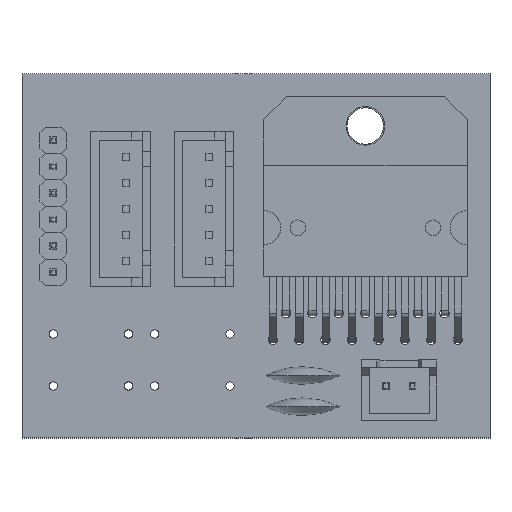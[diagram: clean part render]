
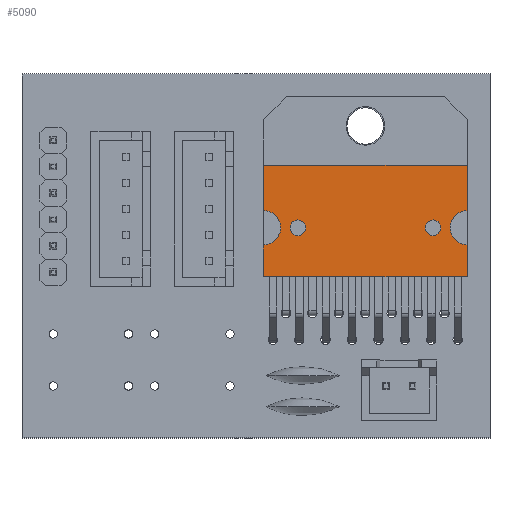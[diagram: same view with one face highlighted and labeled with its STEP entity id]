
A CAD part, top view. The second image highlights one B-rep face of the part: STEP entity #5090.
In plain terms, the highlighted face is planar.
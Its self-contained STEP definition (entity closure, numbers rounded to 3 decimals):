
#4272 = VERTEX_POINT('',#4273);
#4273 = CARTESIAN_POINT('',(3.3,5.,-3.95));
#4279 = EDGE_CURVE('',#4280,#4272,#4282,.T.);
#4280 = VERTEX_POINT('',#4281);
#4281 = CARTESIAN_POINT('',(3.3,5.,-5.45));
#4282 = CIRCLE('',#4283,0.75);
#4283 = AXIS2_PLACEMENT_3D('',#4284,#4285,#4286);
#4284 = CARTESIAN_POINT('',(3.3,5.,-4.7));
#4285 = DIRECTION('',(0.,1.,0.));
#4286 = DIRECTION('',(0.,-0.,1.));
#4314 = VERTEX_POINT('',#4315);
#4315 = CARTESIAN_POINT('',(16.3,5.,-3.95));
#4321 = EDGE_CURVE('',#4322,#4314,#4324,.T.);
#4322 = VERTEX_POINT('',#4323);
#4323 = CARTESIAN_POINT('',(16.3,5.,-5.45));
#4324 = CIRCLE('',#4325,0.75);
#4325 = AXIS2_PLACEMENT_3D('',#4326,#4327,#4328);
#4326 = CARTESIAN_POINT('',(16.3,5.,-4.7));
#4327 = DIRECTION('',(0.,1.,0.));
#4328 = DIRECTION('',(0.,-0.,1.));
#4428 = VERTEX_POINT('',#4429);
#4429 = CARTESIAN_POINT('',(19.6,5.,0.));
#4435 = EDGE_CURVE('',#4436,#4428,#4438,.T.);
#4436 = VERTEX_POINT('',#4437);
#4437 = CARTESIAN_POINT('',(0.,5.,0.));
#4438 = LINE('',#4439,#4440);
#4439 = CARTESIAN_POINT('',(0.,5.,0.));
#4440 = VECTOR('',#4441,1.);
#4441 = DIRECTION('',(1.,-0.,0.));
#4935 = VERTEX_POINT('',#4936);
#4936 = CARTESIAN_POINT('',(19.6,5.,-3.05));
#4944 = EDGE_CURVE('',#4428,#4935,#4945,.T.);
#4945 = LINE('',#4946,#4947);
#4946 = CARTESIAN_POINT('',(19.6,5.,0.));
#4947 = VECTOR('',#4948,1.);
#4948 = DIRECTION('',(-0.,-0.,-1.));
#4953 = VERTEX_POINT('',#4954);
#4954 = CARTESIAN_POINT('',(19.6,5.,-10.7));
#4960 = EDGE_CURVE('',#4961,#4953,#4963,.T.);
#4961 = VERTEX_POINT('',#4962);
#4962 = CARTESIAN_POINT('',(19.6,5.,-6.35));
#4963 = LINE('',#4964,#4965);
#4964 = CARTESIAN_POINT('',(19.6,5.,0.));
#4965 = VECTOR('',#4966,1.);
#4966 = DIRECTION('',(-0.,-0.,-1.));
#4991 = VERTEX_POINT('',#4992);
#4992 = CARTESIAN_POINT('',(0.,5.,-10.7));
#4998 = EDGE_CURVE('',#4953,#4991,#4999,.T.);
#4999 = LINE('',#5000,#5001);
#5000 = CARTESIAN_POINT('',(0.,5.,-10.7));
#5001 = VECTOR('',#5002,1.);
#5002 = DIRECTION('',(-1.,-0.,0.));
#5015 = VERTEX_POINT('',#5016);
#5016 = CARTESIAN_POINT('',(0.,5.,-6.35));
#5024 = EDGE_CURVE('',#4991,#5015,#5025,.T.);
#5025 = LINE('',#5026,#5027);
#5026 = CARTESIAN_POINT('',(0.,5.,0.));
#5027 = VECTOR('',#5028,1.);
#5028 = DIRECTION('',(-0.,-0.,1.));
#5033 = EDGE_CURVE('',#5034,#4436,#5036,.T.);
#5034 = VERTEX_POINT('',#5035);
#5035 = CARTESIAN_POINT('',(0.,5.,-3.05));
#5036 = LINE('',#5037,#5038);
#5037 = CARTESIAN_POINT('',(0.,5.,0.));
#5038 = VECTOR('',#5039,1.);
#5039 = DIRECTION('',(-0.,-0.,1.));
#5090 = ADVANCED_FACE('',(#5091,#5113,#5123),#5133,.F.);
#5091 = FACE_BOUND('',#5092,.T.);
#5092 = EDGE_LOOP('',(#5093,#5100,#5101,#5102,#5103,#5110,#5111,#5112));
#5093 = ORIENTED_EDGE('',*,*,#5094,.F.);
#5094 = EDGE_CURVE('',#4961,#4935,#5095,.T.);
#5095 = CIRCLE('',#5096,1.65);
#5096 = AXIS2_PLACEMENT_3D('',#5097,#5098,#5099);
#5097 = CARTESIAN_POINT('',(19.6,5.,-4.7));
#5098 = DIRECTION('',(0.,1.,0.));
#5099 = DIRECTION('',(0.,-0.,1.));
#5100 = ORIENTED_EDGE('',*,*,#4960,.T.);
#5101 = ORIENTED_EDGE('',*,*,#4998,.T.);
#5102 = ORIENTED_EDGE('',*,*,#5024,.T.);
#5103 = ORIENTED_EDGE('',*,*,#5104,.F.);
#5104 = EDGE_CURVE('',#5034,#5015,#5105,.T.);
#5105 = CIRCLE('',#5106,1.65);
#5106 = AXIS2_PLACEMENT_3D('',#5107,#5108,#5109);
#5107 = CARTESIAN_POINT('',(0.,5.,-4.7));
#5108 = DIRECTION('',(0.,1.,0.));
#5109 = DIRECTION('',(0.,-0.,1.));
#5110 = ORIENTED_EDGE('',*,*,#5033,.T.);
#5111 = ORIENTED_EDGE('',*,*,#4435,.T.);
#5112 = ORIENTED_EDGE('',*,*,#4944,.T.);
#5113 = FACE_BOUND('',#5114,.T.);
#5114 = EDGE_LOOP('',(#5115,#5122));
#5115 = ORIENTED_EDGE('',*,*,#5116,.F.);
#5116 = EDGE_CURVE('',#4272,#4280,#5117,.T.);
#5117 = CIRCLE('',#5118,0.75);
#5118 = AXIS2_PLACEMENT_3D('',#5119,#5120,#5121);
#5119 = CARTESIAN_POINT('',(3.3,5.,-4.7));
#5120 = DIRECTION('',(0.,1.,0.));
#5121 = DIRECTION('',(0.,-0.,1.));
#5122 = ORIENTED_EDGE('',*,*,#4279,.F.);
#5123 = FACE_BOUND('',#5124,.T.);
#5124 = EDGE_LOOP('',(#5125,#5132));
#5125 = ORIENTED_EDGE('',*,*,#5126,.F.);
#5126 = EDGE_CURVE('',#4314,#4322,#5127,.T.);
#5127 = CIRCLE('',#5128,0.75);
#5128 = AXIS2_PLACEMENT_3D('',#5129,#5130,#5131);
#5129 = CARTESIAN_POINT('',(16.3,5.,-4.7));
#5130 = DIRECTION('',(0.,1.,0.));
#5131 = DIRECTION('',(0.,-0.,1.));
#5132 = ORIENTED_EDGE('',*,*,#4321,.F.);
#5133 = PLANE('',#5134);
#5134 = AXIS2_PLACEMENT_3D('',#5135,#5136,#5137);
#5135 = CARTESIAN_POINT('',(0.,5.,-10.7));
#5136 = DIRECTION('',(0.,-1.,0.));
#5137 = DIRECTION('',(0.,-0.,-1.));
